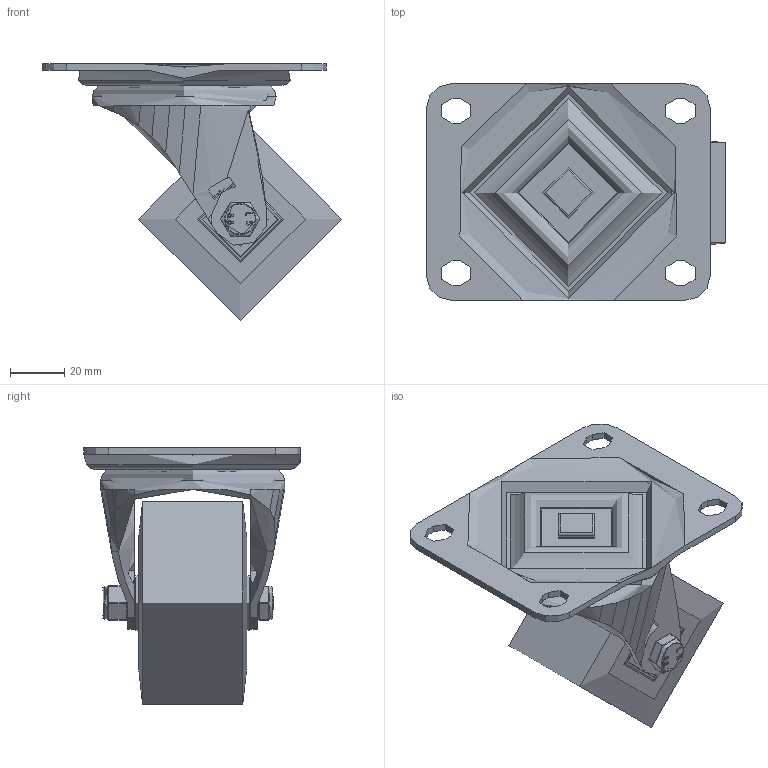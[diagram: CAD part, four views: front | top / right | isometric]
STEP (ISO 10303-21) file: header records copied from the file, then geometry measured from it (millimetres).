
FILE_DESCRIPTION(/* description */ (''),/* implementation_level */ '2;1');
FILE_NAME(/* name */ 'BZH75PTBJ.step',/* time_stamp */ '2024-05-13T14:18:59+01:00',/* author */ (''),/* organization */ (''),/* preprocessor_version */ 'ST-DEVELOPER v20',/* originating_system */ 'Autodesk Translation Framework v12.20.1.177',/* authorisation */ '');
FILE_SCHEMA (('AUTOMOTIVE_DESIGN { 1 0 10303 214 3 1 1 }'));
Length unit declared in the file: millimetre
Products named in the file (29): BZH75PTBJ; BZH75AS v1; ZINC PLATED, PRESSED STEEL TOP PLATE; ZINC PLATED, PRESSED STEEL FORKS; BZH75WPTBJM15 v1; POLYURETHANE TYRE; CAST IRON RIM; BEARING6002; Pattern; BEARING6002 (1); Pattern (1); Component1; METAL; METAL2; MIDDLE; RUBBER; BEARING SPACER; TH15X1X10 v1; ZINC PLATED HEADED SPACER; TH15X1X10 v1 (1); ZINC PLATED HEADED SPACER (1); NYLONBUSH v1; NYLONBUSH; HEXBOLTM8X55Z8.8 v2; GRADE 8.8 ZINC PLATED BOLT; NYLOCM8Z v1; NYLOC NUT; NUT; RUBBER (1)
Assembly tree (51 placements, depth 5):
  BZH75PTBJ
    BZH75AS v1
      ZINC PLATED, PRESSED STEEL TOP PLATE
      ZINC PLATED, PRESSED STEEL FORKS
    BZH75WPTBJM15 v1
      POLYURETHANE TYRE
      CAST IRON RIM
      BEARING6002
        METAL
        METAL2
        Pattern
          Component1  x9
        MIDDLE
        RUBBER  x2
      BEARING6002 (1)
        Pattern (1)
          Component1  x9
        METAL
        METAL2
        MIDDLE
        RUBBER  x2
      BEARING SPACER
    TH15X1X10 v1
      ZINC PLATED HEADED SPACER
    TH15X1X10 v1 (1)
      ZINC PLATED HEADED SPACER (1)
    NYLONBUSH v1
      NYLONBUSH
    HEXBOLTM8X55Z8.8 v2
      GRADE 8.8 ZINC PLATED BOLT
    NYLOCM8Z v1
      NYLOC NUT
        NUT
        RUBBER (1)
Bounding box: 110.7 x 80 x 95 mm (x, y, z)
Volume: 206921.9 mm3; surface area: 95517.5 mm2
Topology: 40 solids, 40 shells, 1127 faces, 2854 edges, 1850 vertices
Faces by surface type: bspline 397, plane 375, cylinder 222, sphere 78, cone 29, torus 26
Full cylindrical faces by diameter (mm): 0.664 x2, 6.446 x7, 7.866 x13, 8 x4, 8.2 x2, 8.6 x2, 10 x1, 10.25 x2, 11.5 x1, 12.1 x1, 14 x2, 14.75 x2, 15 x3, 15.5 x1, 16 x1, 18 x1, 18.908 x1, 19 x2, 20 x6, 20.5 x4, 21.5 x4, 24 x1, 26.8 x4, 28 x3, 28.2 x8, 32 x4, 37.4 x1, 48 x2, 63 x1, 68 x1
Entity records: 26114 total; most frequent: CARTESIAN_POINT 11359, ORIENTED_EDGE 3018, DIRECTION 2705, EDGE_CURVE 1509, AXIS2_PLACEMENT_3D 1073, VERTEX_POINT 970, EDGE_LOOP 714, FACE_OUTER_BOUND 612
